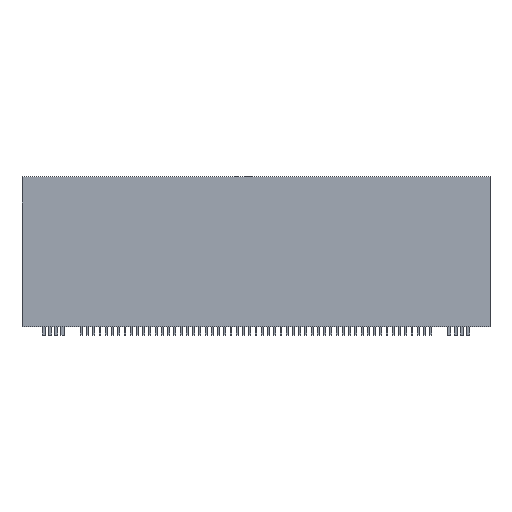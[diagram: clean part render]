
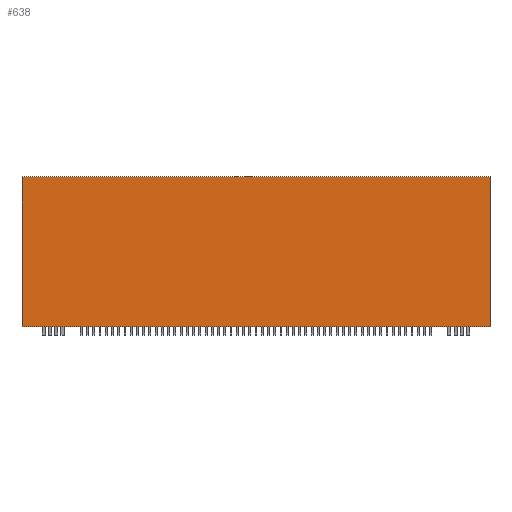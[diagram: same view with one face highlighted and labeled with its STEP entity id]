
A CAD part, top view. The second image highlights one B-rep face of the part: STEP entity #638.
In plain terms, the highlighted planar face has unit normal (0, 0, 1).
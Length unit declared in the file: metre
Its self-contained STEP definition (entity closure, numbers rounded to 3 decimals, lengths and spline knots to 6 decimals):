
#368=ORIENTED_EDGE('',*,*,#414,.F.);
#369=ORIENTED_EDGE('',*,*,#418,.T.);
#370=ORIENTED_EDGE('',*,*,#421,.T.);
#371=ORIENTED_EDGE('',*,*,#423,.F.);
#414=EDGE_CURVE('',#450,#451,#494,.T.);
#418=EDGE_CURVE('',#450,#453,#498,.T.);
#421=EDGE_CURVE('',#453,#455,#501,.T.);
#423=EDGE_CURVE('',#451,#455,#503,.T.);
#450=VERTEX_POINT('',#1084);
#451=VERTEX_POINT('',#1086);
#453=VERTEX_POINT('',#1092);
#455=VERTEX_POINT('',#1098);
#494=LINE('',#1085,#542);
#498=LINE('',#1093,#546);
#501=LINE('',#1099,#549);
#503=LINE('',#1102,#551);
#542=VECTOR('',#860,1.);
#546=VECTOR('',#866,1.);
#549=VECTOR('',#871,1.);
#551=VECTOR('',#875,1.);
#572=EDGE_LOOP('',(#368,#369,#370,#371));
#594=FACE_BOUND('',#572,.T.);
#616=PLANE('',#708);
#638=ADVANCED_FACE('',(#594),#616,.T.);
#708=AXIS2_PLACEMENT_3D('',#1103,#876,#877);
#860=DIRECTION('',(1.,0.,0.));
#866=DIRECTION('',(0.,-1.,0.));
#871=DIRECTION('',(1.,0.,0.));
#875=DIRECTION('',(0.,-1.,0.));
#876=DIRECTION('',(0.,0.,1.));
#877=DIRECTION('',(1.,0.,0.));
#1084=CARTESIAN_POINT('',(-0.075,0.024,0.01));
#1085=CARTESIAN_POINT('',(0.,0.024,0.01));
#1086=CARTESIAN_POINT('',(0.075,0.024,0.01));
#1092=CARTESIAN_POINT('',(-0.075,-0.024,0.01));
#1093=CARTESIAN_POINT('',(-0.075,0.,0.01));
#1098=CARTESIAN_POINT('',(0.075,-0.024,0.01));
#1099=CARTESIAN_POINT('',(0.,-0.024,0.01));
#1102=CARTESIAN_POINT('',(0.075,0.,0.01));
#1103=CARTESIAN_POINT('',(0.,0.,0.01));
